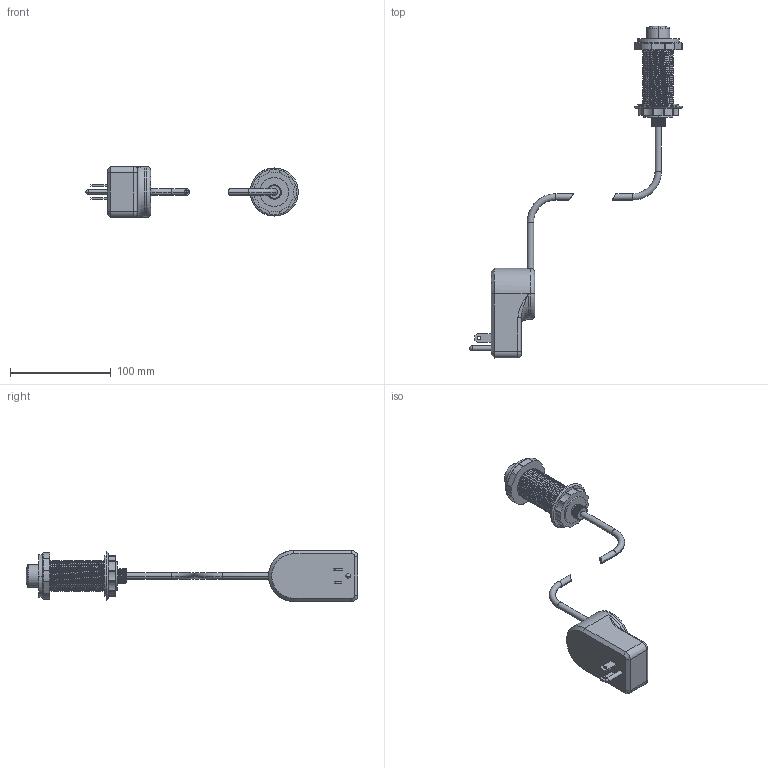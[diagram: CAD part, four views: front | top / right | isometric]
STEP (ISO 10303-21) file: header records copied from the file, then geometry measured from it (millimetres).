
FILE_DESCRIPTION((''),'2;1');
FILE_NAME('3190-5811','2021-10-05T11:37:22',('rsmith'),(''),'CREO PARAMETRIC BY PTC INC, 2018400','CREO PARAMETRIC BY PTC INC, 2018400','');
FILE_SCHEMA(('AUTOMOTIVE_DESIGN { 1 0 10303 214 1 1 1 1 }'));
Length unit declared in the file: inch
Products named in the file (1): 3190-5811
Bounding box: 211.15 x 329.79 x 50.55 mm (x, y, z)
Volume: 232990.9 mm3; surface area: 44126.2 mm2
Topology: 3 solids, 3 shells, 517 faces, 1348 edges, 866 vertices
Faces by surface type: plane 260, cylinder 167, bspline 57, torus 23, cone 6, sphere 4
Entity records: 41100 total; most frequent: CARTESIAN_POINT 19071, ORIENTED_EDGE 2688, DIRECTION 2270, PRESENTATION_STYLE_ASSIGNMENT 1848, STYLED_ITEM 1347, CURVE_STYLE 1344, EDGE_CURVE 1344, FILL_AREA_STYLE_COLOUR 916
